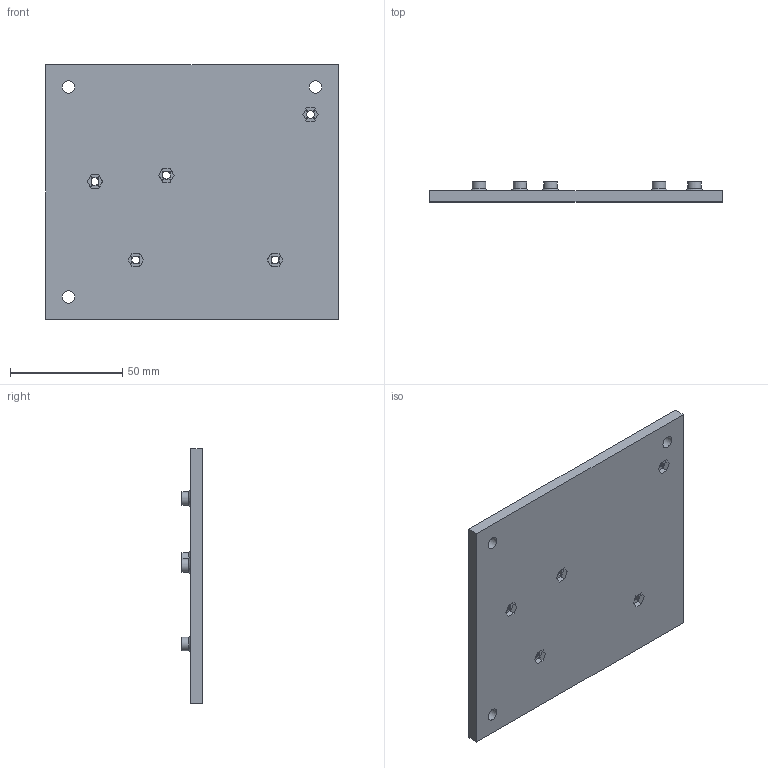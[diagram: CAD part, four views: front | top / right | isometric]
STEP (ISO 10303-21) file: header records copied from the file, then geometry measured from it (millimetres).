
FILE_DESCRIPTION(/* description */ ('STEP AP242','CAx-IF Rec.Pracs.---Representation and Presentation of Product Manufacturing Information (PMI)---4.0---2014-10-13','CAx-IF Rec.Pracs.---3D Tessellated Geometry---0.4---2014-09-14','2;1'),/* implementation_level */ '2;1');
FILE_NAME(/* name */ '680276163c47a25fae07664f',/* time_stamp */ '2025-04-18T15:56:07Z',/* author */ (''),/* organization */ (''),/* preprocessor_version */ 'ST-DEVELOPER v20',/* originating_system */ 'ONSHAPE BY PTC INC, 1.196',/* authorisation */ ' ');
FILE_SCHEMA (('AP242_MANAGED_MODEL_BASED_3D_ENGINEERING_MIM_LF { 1 0 10303 442 1 1 4 }'));
Length unit declared in the file: metre
Products named in the file (1): Top Right
Bounding box: 130 x 9 x 113.5 mm (x, y, z)
Volume: 73038.4 mm3; surface area: 32918.1 mm2
Topology: 1 solids, 1 shells, 182 faces, 445 edges, 270 vertices
Faces by surface type: plane 164, cylinder 13, cone 5
Full cylindrical faces by diameter (mm): 3.5 x5, 5.5 x3, 6 x5
Entity records: 5049 total; most frequent: CARTESIAN_POINT 860, ORIENTED_EDGE 834, DIRECTION 829, EDGE_CURVE 417, LINE 371, VECTOR 371, VERTEX_POINT 260, AXIS2_PLACEMENT_3D 229
